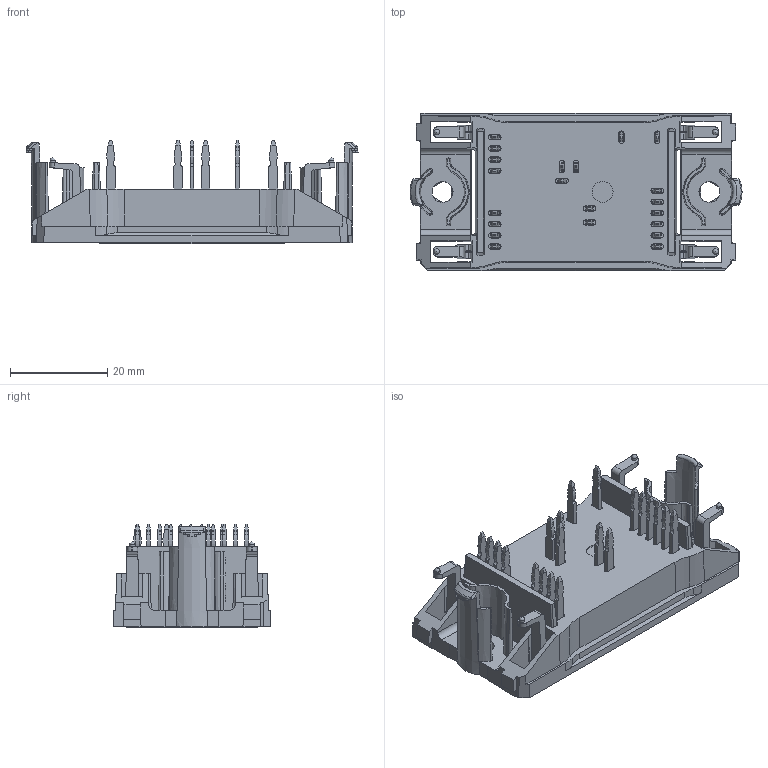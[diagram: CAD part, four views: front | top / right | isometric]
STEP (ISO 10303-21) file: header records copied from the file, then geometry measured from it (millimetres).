
FILE_DESCRIPTION(/* description */ ('Unknown'),/* implementation_level */ '2;1');
FILE_NAME(/* name */ 'Flow0-2C17Y-M810-01-OL_butitani',/* time_stamp */ '2016-01-21T12:10:00+01:00',/* author */ ('Unknown'),/* organization */ ('Unknown'),/* preprocessor_version */ 'ST-DEVELOPER v16',/* originating_system */ 'DEX',/* authorisation */ $);
FILE_SCHEMA (('AUTOMOTIVE_DESIGN {1 0 10303 214 3 1 1}'));
Length unit declared in the file: millimetre
Products named in the file (1): Flow0-2C17Y-M810-01-OL_butitani
Bounding box: 68.4 x 32.5 x 21.23 mm (x, y, z)
Volume: 17650.9 mm3; surface area: 11088.7 mm2
Topology: 1 solids, 22 shells, 1406 faces, 3667 edges, 2421 vertices
Faces by surface type: plane 1081, cylinder 274, cone 34, bspline 9, torus 4, sphere 4
Full cylindrical faces by diameter (mm): 0.5 x21, 1.1 x4, 4.3 x1
Entity records: 53019 total; most frequent: CARTESIAN_POINT 8205, ORIENTED_EDGE 7250, DIRECTION 7049, EDGE_CURVE 3625, LINE 2913, VECTOR 2913, VERTEX_POINT 2413, AXIS2_PLACEMENT_3D 2068
